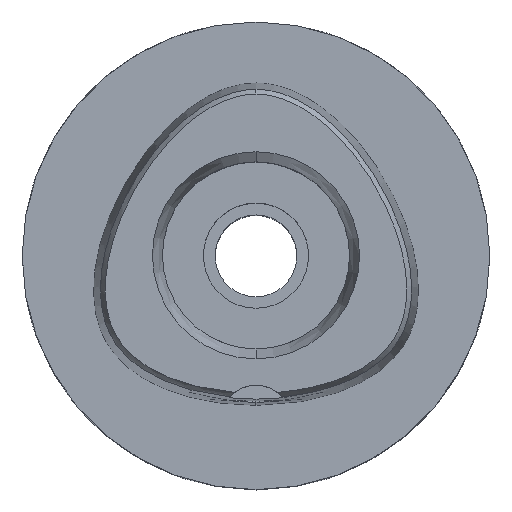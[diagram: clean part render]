
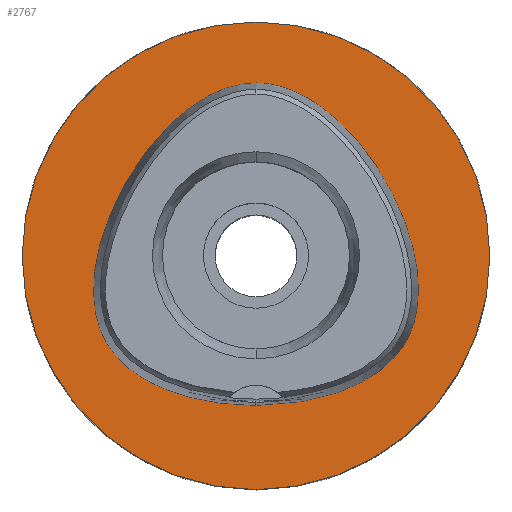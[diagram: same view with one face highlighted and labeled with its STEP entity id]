
A CAD part, top view. The second image highlights one B-rep face of the part: STEP entity #2767.
In plain terms, the highlighted planar face has unit normal (0, 0, 1).
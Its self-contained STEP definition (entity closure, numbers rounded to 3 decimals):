
#301=CARTESIAN_POINT('',(0.,0.,0.));
#302=DIRECTION('',(0.,0.,-1.));
#303=DIRECTION('',(0.,-1.,0.));
#304=AXIS2_PLACEMENT_3D('',#301,#302,#303);
#309=CARTESIAN_POINT('',(0.,0.,0.));
#310=DIRECTION('',(0.,0.,-1.));
#311=DIRECTION('',(0.,1.,0.));
#312=AXIS2_PLACEMENT_3D('',#309,#310,#311);
#317=CARTESIAN_POINT('',(0.,-25.575,0.));
#318=CARTESIAN_POINT('',(1.161,-25.575,0.));
#319=CARTESIAN_POINT('',(3.433,-25.494,
0.));
#320=CARTESIAN_POINT('',(6.738,-25.14,
0.));
#321=CARTESIAN_POINT('',(9.806,-24.583,0.));
#322=CARTESIAN_POINT('',(12.589,-23.862,0.));
#323=CARTESIAN_POINT('',(15.063,-23.015,0.));
#324=CARTESIAN_POINT('',(17.231,-22.077,0.));
#325=CARTESIAN_POINT('',(19.112,-21.074,0.));
#326=CARTESIAN_POINT('',(20.731,-20.027,0.));
#327=CARTESIAN_POINT('',(22.119,-18.949,0.));
#328=CARTESIAN_POINT('',(23.302,-17.846,0.));
#329=CARTESIAN_POINT('',(24.307,-16.72,0.));
#330=CARTESIAN_POINT('',(25.147,-15.579,0.));
#331=CARTESIAN_POINT('',(25.854,-14.4,0.));
#332=CARTESIAN_POINT('',(26.454,-13.136,0.));
#333=CARTESIAN_POINT('',(26.96,-11.748,0.));
#334=CARTESIAN_POINT('',(27.361,-10.223,0.));
#335=CARTESIAN_POINT('',(27.644,-8.539,0.));
#336=CARTESIAN_POINT('',(27.792,-6.676,0.));
#337=CARTESIAN_POINT('',(27.779,-4.615,0.));
#338=CARTESIAN_POINT('',(27.577,-2.341,0.));
#339=CARTESIAN_POINT('',(27.154,0.154,0.));
#340=CARTESIAN_POINT('',(26.477,2.861,0.));
#341=CARTESIAN_POINT('',(25.52,5.75,0.));
#342=CARTESIAN_POINT('',(24.272,8.761,0.));
#343=CARTESIAN_POINT('',(22.743,11.813,0.));
#344=CARTESIAN_POINT('',(20.977,14.787,0.));
#345=CARTESIAN_POINT('',(19.056,17.554,0.));
#346=CARTESIAN_POINT('',(17.051,20.038,0.));
#347=CARTESIAN_POINT('',(15.029,22.198,0.));
#348=CARTESIAN_POINT('',(13.039,24.024,0.));
#349=CARTESIAN_POINT('',(11.116,25.532,0.));
#350=CARTESIAN_POINT('',(9.278,26.748,0.));
#351=CARTESIAN_POINT('',(7.531,27.704,0.));
#352=CARTESIAN_POINT('',(5.874,28.435,0.));
#353=CARTESIAN_POINT('',(4.302,28.967,0.));
#354=CARTESIAN_POINT('',(2.805,29.326,0.));
#355=CARTESIAN_POINT('',(1.373,29.531,
0.));
#356=CARTESIAN_POINT('',(0.452,29.575,
0.));
#357=CARTESIAN_POINT('',(0.,29.575,
0.));
#362=CARTESIAN_POINT('',(0.,29.575,
0.));
#363=CARTESIAN_POINT('',(-0.452,29.575,
0.));
#364=CARTESIAN_POINT('',(-1.373,29.531,
0.));
#365=CARTESIAN_POINT('',(-2.804,29.326,
0.));
#366=CARTESIAN_POINT('',(-4.302,28.967,0.));
#367=CARTESIAN_POINT('',(-5.873,28.435,0.));
#368=CARTESIAN_POINT('',(-7.529,27.705,0.));
#369=CARTESIAN_POINT('',(-9.276,26.749,0.));
#370=CARTESIAN_POINT('',(-11.114,25.533,0.));
#371=CARTESIAN_POINT('',(-13.037,24.026,0.));
#372=CARTESIAN_POINT('',(-15.026,22.201,0.));
#373=CARTESIAN_POINT('',(-17.048,20.042,0.));
#374=CARTESIAN_POINT('',(-19.052,17.559,0.));
#375=CARTESIAN_POINT('',(-20.973,14.793,0.));
#376=CARTESIAN_POINT('',(-22.739,11.82,0.));
#377=CARTESIAN_POINT('',(-24.268,8.77,0.));
#378=CARTESIAN_POINT('',(-25.517,5.759,0.));
#379=CARTESIAN_POINT('',(-26.474,2.872,0.));
#380=CARTESIAN_POINT('',(-27.152,0.165,0.));
#381=CARTESIAN_POINT('',(-27.576,-2.329,0.));
#382=CARTESIAN_POINT('',(-27.778,-4.604,0.));
#383=CARTESIAN_POINT('',(-27.792,-6.665,0.));
#384=CARTESIAN_POINT('',(-27.646,-8.528,0.));
#385=CARTESIAN_POINT('',(-27.363,-10.213,0.));
#386=CARTESIAN_POINT('',(-26.963,-11.74,0.));
#387=CARTESIAN_POINT('',(-26.459,-13.126,0.));
#388=CARTESIAN_POINT('',(-25.858,-14.393,0.));
#389=CARTESIAN_POINT('',(-25.149,-15.577,0.));
#390=CARTESIAN_POINT('',(-24.306,-16.72,0.));
#391=CARTESIAN_POINT('',(-23.303,-17.844,0.));
#392=CARTESIAN_POINT('',(-22.12,-18.947,0.));
#393=CARTESIAN_POINT('',(-20.733,-20.026,0.));
#394=CARTESIAN_POINT('',(-19.114,-21.073,0.));
#395=CARTESIAN_POINT('',(-17.234,-22.075,0.));
#396=CARTESIAN_POINT('',(-15.066,-23.014,0.));
#397=CARTESIAN_POINT('',(-12.592,-23.861,0.));
#398=CARTESIAN_POINT('',(-9.808,-24.583,0.));
#399=CARTESIAN_POINT('',(-6.74,-25.139,
0.));
#400=CARTESIAN_POINT('',(-3.434,-25.494,
0.));
#401=CARTESIAN_POINT('',(-1.161,-25.575,0.));
#402=CARTESIAN_POINT('',(0.,-25.575,0.));
#1816=VERTEX_POINT('',#362);
#1817=VERTEX_POINT('',#402);
#1822=CARTESIAN_POINT('',(0.,-40.,0.));
#1823=CARTESIAN_POINT('',(0.,40.,0.));
#1824=VERTEX_POINT('',#1822);
#1825=VERTEX_POINT('',#1823);
#2751=CARTESIAN_POINT('',(0.,0.,0.));
#2752=DIRECTION('',(0.,0.,-1.));
#2753=DIRECTION('',(0.,-1.,0.));
#2754=AXIS2_PLACEMENT_3D('',#2751,#2752,#2753);
#2755=PLANE('',#2754);
#2757=ORIENTED_EDGE('',*,*,#2756,.T.);
#2759=ORIENTED_EDGE('',*,*,#2758,.T.);
#2760=EDGE_LOOP('',(#2757,#2759));
#2761=FACE_OUTER_BOUND('',#2760,.F.);
#2763=ORIENTED_EDGE('',*,*,#2762,.T.);
#2764=ORIENTED_EDGE('',*,*,#2734,.T.);
#2765=EDGE_LOOP('',(#2763,#2764));
#2766=FACE_BOUND('',#2765,.F.);
#305=CIRCLE('',#304,40.);
#313=CIRCLE('',#312,40.);
#358=B_SPLINE_CURVE_WITH_KNOTS('',3,(#317,#318,#319,#320,#321,#322,#323,#324,
#325,#326,#327,#328,#329,#330,#331,#332,#333,#334,#335,#336,#337,#338,#339,#340,
#341,#342,#343,#344,#345,#346,#347,#348,#349,#350,#351,#352,#353,#354,#355,#356,
#357),.UNSPECIFIED.,.F.,.F.,(4,1,1,1,1,1,1,1,1,1,1,1,1,1,1,1,1,1,1,1,1,1,1,1,1,
1,1,1,1,1,1,1,1,1,1,1,1,1,4),(0.,0.026,0.053,
0.079,0.105,0.132,0.158,
0.184,0.211,0.237,0.263,
0.289,0.316,0.342,0.368,
0.395,0.421,0.447,0.474,0.5,
0.526,0.553,0.579,0.605,
0.632,0.658,0.684,0.711,
0.737,0.763,0.789,0.816,
0.842,0.868,0.895,0.921,
0.947,0.974,1.),.UNSPECIFIED.);
#403=B_SPLINE_CURVE_WITH_KNOTS('',3,(#362,#363,#364,#365,#366,#367,#368,#369,
#370,#371,#372,#373,#374,#375,#376,#377,#378,#379,#380,#381,#382,#383,#384,#385,
#386,#387,#388,#389,#390,#391,#392,#393,#394,#395,#396,#397,#398,#399,#400,#401,
#402),.UNSPECIFIED.,.F.,.F.,(4,1,1,1,1,1,1,1,1,1,1,1,1,1,1,1,1,1,1,1,1,1,1,1,1,
1,1,1,1,1,1,1,1,1,1,1,1,1,4),(0.,0.026,0.053,
0.079,0.105,0.132,0.158,
0.184,0.211,0.237,0.263,
0.289,0.316,0.342,0.368,
0.395,0.421,0.447,0.474,0.5,
0.526,0.553,0.579,0.605,
0.632,0.658,0.684,0.711,
0.737,0.763,0.789,0.816,
0.842,0.868,0.895,0.921,
0.947,0.974,1.),.UNSPECIFIED.);
#2734=EDGE_CURVE('',#1816,#1817,#403,.T.);
#2756=EDGE_CURVE('',#1824,#1825,#305,.T.);
#2758=EDGE_CURVE('',#1825,#1824,#313,.T.);
#2762=EDGE_CURVE('',#1817,#1816,#358,.T.);
#2767=ADVANCED_FACE('',(#2761,#2766),#2755,.F.);
